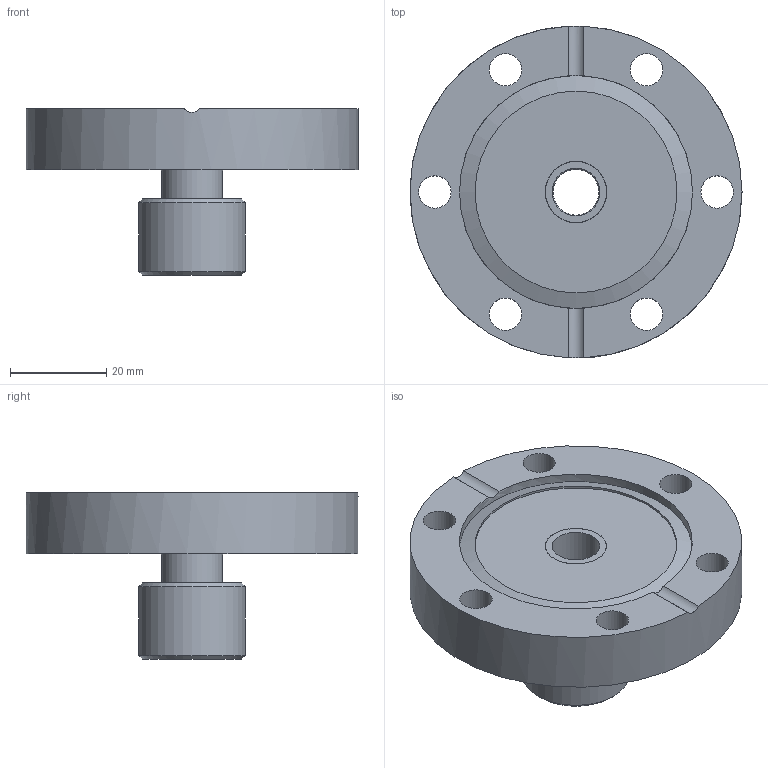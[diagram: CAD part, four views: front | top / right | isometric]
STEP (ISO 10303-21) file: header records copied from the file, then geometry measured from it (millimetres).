
FILE_DESCRIPTION(/* description */ ('275XQ38'),/* implementation_level */ '2;1');
FILE_NAME(/* name */ '5000609a.stp',/* time_stamp */ '2018-08-21T09:33:56-04:00',/* author */ ('Jim_O'),/* organization */ (''),/* preprocessor_version */ 'ST-DEVELOPER v16.13',/* originating_system */ 'Autodesk Inventor 2018',/* authorisation */ 'CF FLANGE TO QUICK COUPLING ADAP');
FILE_SCHEMA (('AUTOMOTIVE_DESIGN { 1 0 10303 214 3 1 1 }'));
Length unit declared in the file: inch
Products named in the file (6): 5000609; 5000056; 1010302; 1010106; 1010206; 0601012
Assembly tree (5 placements, depth 2):
  5000609
    5000056
    1010302
    1010106
    1010206
    0601012
Bounding box: 69.09 x 69.09 x 34.62 mm (x, y, z)
Volume: 47028.2 mm3; surface area: 17392.3 mm2
Topology: 5 solids, 5 shells, 50 faces, 107 edges, 71 vertices
Faces by surface type: cylinder 24, plane 16, cone 6, torus 4
Full cylindrical faces by diameter (mm): 6.731 x6, 9.525 x1, 9.906 x3, 12.7 x3, 12.827 x1, 15.367 x1, 15.494 x1, 16.078 x1, 17.424 x1, 22.225 x1, 42.012 x1, 48.489 x1, 69.088 x1
Entity records: 1448 total; most frequent: CARTESIAN_POINT 241, DIRECTION 236, ORIENTED_EDGE 130, AXIS2_PLACEMENT_3D 116, EDGE_LOOP 108, EDGE_CURVE 65, VERTEX_POINT 61, FACE_BOUND 58
